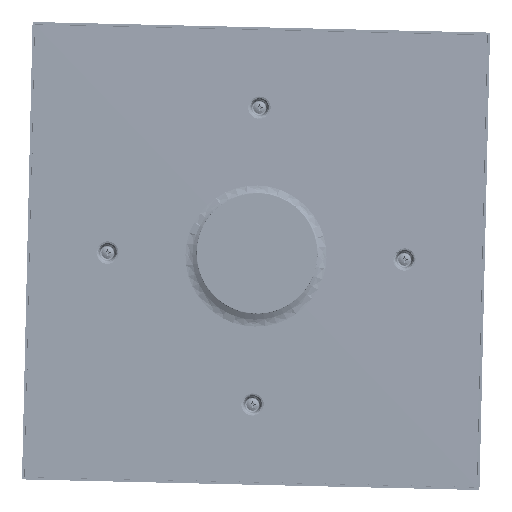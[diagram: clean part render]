
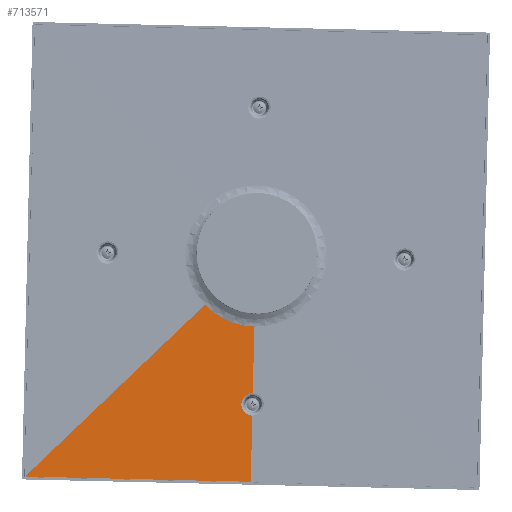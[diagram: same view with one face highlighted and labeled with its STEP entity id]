
A CAD part, top view. The second image highlights one B-rep face of the part: STEP entity #713571.
In plain terms, the highlighted free-form (B-spline) face has degree [3, 3] with [8, 8] control points.
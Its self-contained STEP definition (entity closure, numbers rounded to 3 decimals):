
#707701=CARTESIAN_POINT(' ',(149.,-147.,0.8));
#707702=VERTEX_POINT(' ',#707701);
#707716=CARTESIAN_POINT(' ',(147.,-147.,0.806));
#707721=DIRECTION(' ',(-0.003,-0.001,-1.));
#707726=DIRECTION(' ',(1.,0.,-0.003));
#707731=AXIS2_PLACEMENT_3D(' ',#707716,#707721,#707726);
#707736=CIRCLE('',#707731,2.);
#707741=CARTESIAN_POINT(' ',(148.414,-148.414,0.803));
#707742=VERTEX_POINT(' ',#707741);
#707746=EDGE_CURVE(' ',#707702,#707742,#707736,.T.);
#709501=CARTESIAN_POINT(' ',(148.414,-148.414,0.803));
#709506=DIRECTION(' ',(-0.707,0.707,0.003));
#709511=VECTOR(' ',#709506,1.);
#709516=LINE('',#709501,#709511);
#709521=CARTESIAN_POINT(' ',(32.861,-32.862,1.354));
#709522=VERTEX_POINT(' ',#709521);
#709526=EDGE_CURVE(' ',#707742,#709522,#709516,.T.);
#710331=CARTESIAN_POINT(' ',(149.,0.,0.8));
#710332=VERTEX_POINT(' ',#710331);
#710346=CARTESIAN_POINT(' ',(149.,0.,0.8));
#710351=DIRECTION(' ',(0.,-1.,0.));
#710356=VECTOR(' ',#710351,1.);
#710361=LINE('',#710346,#710356);
#710366=EDGE_CURVE(' ',#710332,#707702,#710361,.T.);
#713036=CARTESIAN_POINT(' ',(80.673,48.272,1.124));
#713041=CARTESIAN_POINT(' ',(91.935,40.316,1.068));
#713046=CARTESIAN_POINT(' ',(103.197,32.359,1.016));
#713051=CARTESIAN_POINT(' ',(126.181,16.122,0.908));
#713056=CARTESIAN_POINT(' ',(137.902,7.84,0.853));
#713061=CARTESIAN_POINT(' ',(172.624,-16.69,0.687));
#713066=CARTESIAN_POINT(' ',(195.624,-32.939,0.575));
#713071=CARTESIAN_POINT(' ',(218.624,-49.189,0.463));
#713076=CARTESIAN_POINT(' ',(68.984,31.726,1.182));
#713081=CARTESIAN_POINT(' ',(80.246,23.77,1.126));
#713086=CARTESIAN_POINT(' ',(91.508,15.813,1.074));
#713091=CARTESIAN_POINT(' ',(114.491,-0.425,0.966));
#713096=CARTESIAN_POINT(' ',(126.213,-8.706,0.91));
#713101=CARTESIAN_POINT(' ',(160.935,-33.236,0.743));
#713106=CARTESIAN_POINT(' ',(183.935,-49.486,0.631));
#713111=CARTESIAN_POINT(' ',(206.935,-65.735,0.519));
#713116=CARTESIAN_POINT(' ',(57.294,15.18,1.239));
#713121=CARTESIAN_POINT(' ',(68.556,7.223,1.185));
#713126=CARTESIAN_POINT(' ',(79.818,-0.733,1.133));
#713131=CARTESIAN_POINT(' ',(102.802,-16.971,1.023));
#713136=CARTESIAN_POINT(' ',(114.523,-25.252,0.967));
#713141=CARTESIAN_POINT(' ',(149.245,-49.783,0.799));
#713146=CARTESIAN_POINT(' ',(172.245,-66.032,0.688));
#713151=CARTESIAN_POINT(' ',(195.245,-82.281,0.576));
#713156=CARTESIAN_POINT(' ',(39.76,-9.64,1.324));
#713161=CARTESIAN_POINT(' ',(51.022,-17.596,1.271));
#713166=CARTESIAN_POINT(' ',(62.284,-25.552,1.217));
#713171=CARTESIAN_POINT(' ',(85.268,-41.79,1.107));
#713176=CARTESIAN_POINT(' ',(96.989,-50.071,1.051));
#713181=CARTESIAN_POINT(' ',(131.711,-74.602,0.884));
#713186=CARTESIAN_POINT(' ',(154.711,-90.851,0.773));
#713191=CARTESIAN_POINT(' ',(177.711,-107.101,0.662));
#713196=CARTESIAN_POINT(' ',(33.915,-17.913,1.352));
#713201=CARTESIAN_POINT(' ',(45.177,-25.869,1.298));
#713206=CARTESIAN_POINT(' ',(56.439,-33.826,1.244));
#713211=CARTESIAN_POINT(' ',(79.423,-50.063,1.134));
#713216=CARTESIAN_POINT(' ',(91.144,-58.344,1.078));
#713221=CARTESIAN_POINT(' ',(125.866,-82.875,0.912));
#713226=CARTESIAN_POINT(' ',(148.866,-99.124,0.801));
#713231=CARTESIAN_POINT(' ',(171.867,-115.374,0.69));
#713236=CARTESIAN_POINT(' ',(22.226,-34.459,1.403));
#713241=CARTESIAN_POINT(' ',(33.488,-42.416,1.351));
#713246=CARTESIAN_POINT(' ',(44.75,-50.372,1.296));
#713251=CARTESIAN_POINT(' ',(67.733,-66.609,1.188));
#713256=CARTESIAN_POINT(' ',(79.455,-74.891,1.132));
#713261=CARTESIAN_POINT(' ',(114.177,-99.421,0.967));
#713266=CARTESIAN_POINT(' ',(137.177,-115.671,0.857));
#713271=CARTESIAN_POINT(' ',(160.177,-131.92,0.747));
#713276=CARTESIAN_POINT(' ',(16.381,-42.732,1.425));
#713281=CARTESIAN_POINT(' ',(27.643,-50.689,1.376));
#713286=CARTESIAN_POINT(' ',(38.905,-58.645,1.322));
#713291=CARTESIAN_POINT(' ',(61.889,-74.883,1.214));
#713296=CARTESIAN_POINT(' ',(73.61,-83.164,1.159));
#713301=CARTESIAN_POINT(' ',(108.332,-107.694,0.994));
#713306=CARTESIAN_POINT(' ',(131.332,-123.944,0.885));
#713311=CARTESIAN_POINT(' ',(154.332,-140.193,0.775));
#713316=CARTESIAN_POINT(' ',(10.536,-51.005,1.443));
#713321=CARTESIAN_POINT(' ',(21.798,-58.962,1.398));
#713326=CARTESIAN_POINT(' ',(33.06,-66.918,1.345));
#713331=CARTESIAN_POINT(' ',(56.044,-83.156,1.239));
#713336=CARTESIAN_POINT(' ',(67.765,-91.437,1.184));
#713341=CARTESIAN_POINT(' ',(102.487,-115.967,1.021));
#713346=CARTESIAN_POINT(' ',(125.487,-132.217,0.912));
#713351=CARTESIAN_POINT(' ',(148.488,-148.466,0.803));
#713356=B_SPLINE_SURFACE_WITH_KNOTS(' ',3,3,((#713036,#713041,#713046,#713051,#713056,#713061,#713066,#713071),(#713076,#713081,#713086,#713091,#713096,#713101,#713106,#713111),(#713116,#713121,#713126,#713131,#713136,#713141,#713146,#713151),(#713156,#713161,#713166,#713171,#713176,#713181,#713186,#713191),(#713196,#713201,#713206,#713211,#713216,#713221,#713226,#713231),(#713236,#713241,#713246,#713251,#713256,#713261,#713266,#713271),(#713276,#713281,#713286,#713291,#713296,#713301,#713306,#713311),(#713316,#713321,#713326,#713331,#713336,#713341,#713346,#713351)),.UNSPECIFIED.,.F.,.F.,.U.,(4,2,2,4),(4,2,2,4),(-73.099,-12.322,18.066,48.455),(-45.716,-4.349,38.707,123.191),.UNSPECIFIED.);
#713361=CARTESIAN_POINT(' ',(97.997,0.,1.045));
#713366=DIRECTION(' ',(-0.005,0.,-1.));
#713371=DIRECTION(' ',(1.,0.,-0.005));
#713376=AXIS2_PLACEMENT_3D(' ',#713361,#713366,#713371);
#713381=CIRCLE('',#713376,7.367);
#713386=CARTESIAN_POINT(' ',(105.364,0.,1.009));
#713387=VERTEX_POINT(' ',#713386);
#713391=CARTESIAN_POINT(' ',(91.534,-3.537,1.076));
#713392=VERTEX_POINT(' ',#713391);
#713396=EDGE_CURVE(' ',#713387,#713392,#713381,.T.);
#713401=ORIENTED_EDGE(' ',*,*,#713396,.T.);
#713406=CARTESIAN_POINT(' ',(97.997,0.,1.045));
#713411=DIRECTION(' ',(-0.005,0.,-1.));
#713416=DIRECTION(' ',(-0.877,-0.48,0.004));
#713421=AXIS2_PLACEMENT_3D(' ',#713406,#713411,#713416);
#713426=CIRCLE('',#713421,7.367);
#713431=CARTESIAN_POINT(' ',(90.63,0.,1.08));
#713432=VERTEX_POINT(' ',#713431);
#713436=EDGE_CURVE(' ',#713392,#713432,#713426,.T.);
#713441=ORIENTED_EDGE(' ',*,*,#713436,.T.);
#713446=CARTESIAN_POINT(' ',(90.63,0.,1.08));
#713451=DIRECTION(' ',(-1.,0.,0.005));
#713456=VECTOR(' ',#713451,1.);
#713461=LINE('',#713446,#713456);
#713466=CARTESIAN_POINT(' ',(46.57,0.,1.291));
#713467=VERTEX_POINT(' ',#713466);
#713471=EDGE_CURVE(' ',#713432,#713467,#713461,.T.);
#713476=ORIENTED_EDGE(' ',*,*,#713471,.T.);
#713481=CARTESIAN_POINT(' ',(0.316,0.006,1.496));
#713486=DIRECTION(' ',(-0.004,0.,-1.));
#713491=DIRECTION(' ',(1.,0.,-0.004));
#713496=AXIS2_PLACEMENT_3D(' ',#713481,#713486,#713491);
#713501=CIRCLE('',#713496,46.255);
#713506=EDGE_CURVE(' ',#713467,#709522,#713501,.T.);
#713511=ORIENTED_EDGE(' ',*,*,#713506,.T.);
#713516=ORIENTED_EDGE(' ',*,*,#709526,.F.);
#713521=ORIENTED_EDGE(' ',*,*,#707746,.F.);
#713526=ORIENTED_EDGE(' ',*,*,#710366,.F.);
#713531=CARTESIAN_POINT(' ',(149.,0.,0.8));
#713536=DIRECTION(' ',(-1.,0.,0.005));
#713541=VECTOR(' ',#713536,1.);
#713546=LINE('',#713531,#713541);
#713551=EDGE_CURVE(' ',#710332,#713387,#713546,.T.);
#713556=ORIENTED_EDGE(' ',*,*,#713551,.T.);
#713561=EDGE_LOOP(' ',(#713401,#713441,#713476,#713511,#713516,#713521,#713526,#713556));
#713566=FACE_OUTER_BOUND(' ',#713561,.T.);
#713571=ADVANCED_FACE('',(#713566),#713356,.T.);
